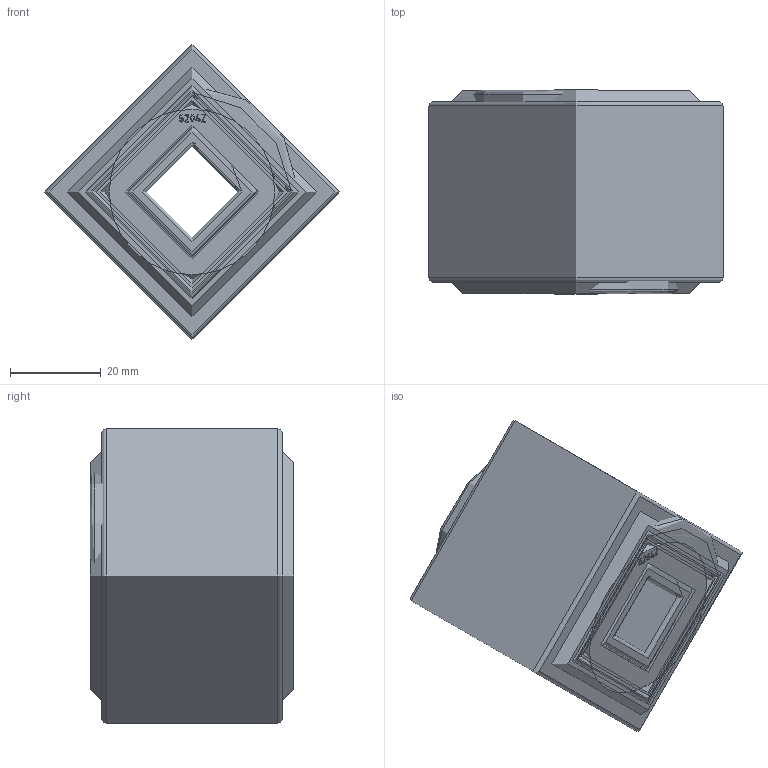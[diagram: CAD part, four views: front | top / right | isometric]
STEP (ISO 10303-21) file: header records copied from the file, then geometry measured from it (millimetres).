
FILE_DESCRIPTION(/* description */ (''),/* implementation_level */ '2;1');
FILE_NAME(/* name */ 'BZH65WMSTBJM20.step',/* time_stamp */ '2024-07-03T10:18:44+01:00',/* author */ (''),/* organization */ (''),/* preprocessor_version */ 'ST-DEVELOPER v20',/* originating_system */ 'Autodesk Translation Framework v13.14.0.145',/* authorisation */ '');
FILE_SCHEMA (('AUTOMOTIVE_DESIGN { 1 0 10303 214 3 1 1 }'));
Length unit declared in the file: millimetre
Products named in the file (19): BZH65WMSTBJM20; STEEL WHEEL; BEARING6204 v1; BEARING6204HT; INNER; OUTER; BALL BEARINGS; Component3; MIDDLE; METAL; BEARING6204 v1 (1); BEARING6204HT (1); INNER (1); OUTER (1); BALL BEARINGS (1); Component3 (1); MIDDLE (1); METAL (1); Component18
Assembly tree (32 placements, depth 5):
  BZH65WMSTBJM20
    STEEL WHEEL
    BEARING6204 v1
      BEARING6204HT
        INNER
        OUTER
        BALL BEARINGS
          Component3  x8
        MIDDLE
        METAL
    BEARING6204 v1 (1)
      BEARING6204HT (1)
        INNER (1)
        OUTER (1)
        BALL BEARINGS (1)
          Component3 (1)  x8
        MIDDLE (1)
        METAL (1)
    Component18
Bounding box: 65 x 45 x 65 mm (x, y, z)
Volume: 97249.5 mm3; surface area: 52667 mm2
Topology: 28 solids, 28 shells, 442 faces, 1086 edges, 742 vertices
Faces by surface type: plane 182, bspline 102, cylinder 74, sphere 48, cone 18, torus 18
Full cylindrical faces by diameter (mm): 20 x2, 21 x1, 25 x1, 27 x2, 28.5 x8, 29.5 x4, 30.5 x4, 40.5 x4, 42 x10, 44 x1, 47 x4, 65 x1
Entity records: 14856 total; most frequent: CARTESIAN_POINT 4512, ORIENTED_EDGE 2016, DIRECTION 1918, EDGE_CURVE 1008, AXIS2_PLACEMENT_3D 800, VERTEX_POINT 714, EDGE_LOOP 590, FACE_OUTER_BOUND 428
